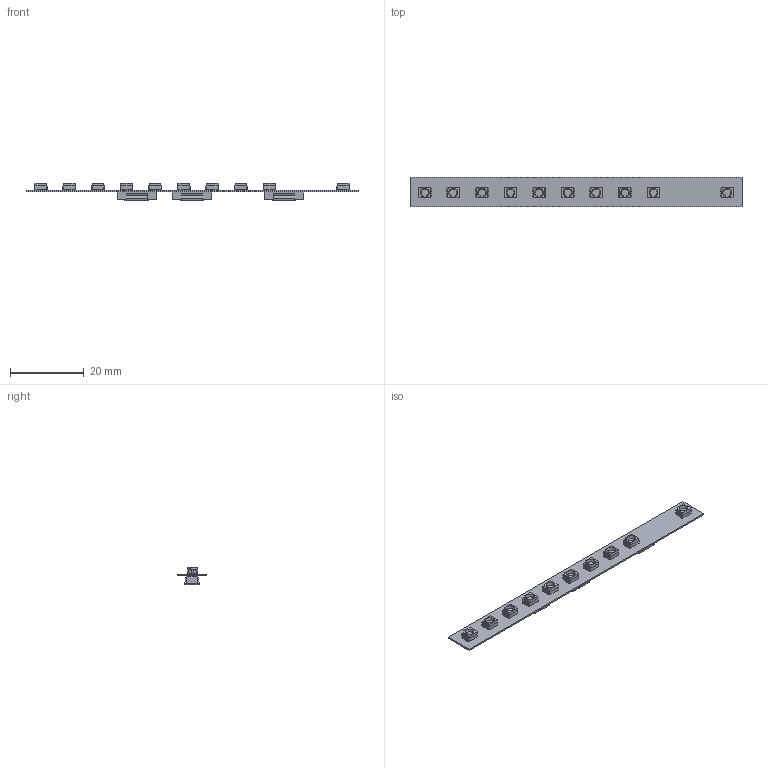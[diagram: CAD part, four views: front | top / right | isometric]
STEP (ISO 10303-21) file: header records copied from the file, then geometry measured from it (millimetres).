
FILE_DESCRIPTION(('Open CASCADE Model'),'2;1');
FILE_NAME('Open CASCADE Shape Model','2022-07-22T15:21:31',('Author'),( 'Open CASCADE'),'Open CASCADE STEP processor 6.8','Open CASCADE 6.8' ,'Unknown');
FILE_SCHEMA(('AUTOMOTIVE_DESIGN { 1 0 10303 214 1 1 1 1 }'));
Length unit declared in the file: millimetre
Products named in the file (24): PCB; Board; 3; CLP-108-02-L-D-BE-P-TR; _CLP-108-2-L-D-BE-P-TR_terminal; _C-106-22-108-BE_Pin; _LMP-01-CLP8_mp; 2; 1; LED1; WL-SBTW_1411_RV; base; cover; housing; LED2; LED3; LED4; LED5; LED6; LED7; LED8; LED9; LED10
Assembly tree (37 placements, depth 4):
  PCB
    Board
    3
      CLP-108-02-L-D-BE-P-TR
        _CLP-108-2-L-D-BE-P-TR_terminal
        _C-106-22-108-BE_Pin  x2
        _LMP-01-CLP8_mp
    2
      CLP-108-02-L-D-BE-P-TR
        _CLP-108-2-L-D-BE-P-TR_terminal
        _C-106-22-108-BE_Pin  x2
        _LMP-01-CLP8_mp
    1
      CLP-108-02-L-D-BE-P-TR
        _CLP-108-2-L-D-BE-P-TR_terminal
        _C-106-22-108-BE_Pin  x2
        _LMP-01-CLP8_mp
    LED1
      WL-SBTW_1411_RV
        base  x2
        base  x2
        cover
        housing
    LED2
      WL-SBTW_1411_RV
        base  x2
        base  x2
        cover
        housing
    LED3
      WL-SBTW_1411_RV
        base  x2
        base  x2
        cover
        housing
    LED4
      WL-SBTW_1411_RV
        base  x2
        base  x2
        cover
        housing
    LED5
      WL-SBTW_1411_RV
        base  x2
        base  x2
        cover
        housing
    LED6
      WL-SBTW_1411_RV
        base  x2
        base  x2
        cover
        housing
    LED7
      WL-SBTW_1411_RV
        base  x2
        base  x2
        cover
        housing
    LED8
Bounding box: 90 x 8 x 4.82 mm (x, y, z)
Volume: 608.9 mm3; surface area: 3238.6 mm2
Topology: 73 solids, 73 shells, 1664 faces, 4524 edges, 3016 vertices
Faces by surface type: plane 1304, cylinder 350, cone 10
Full cylindrical faces by diameter (mm): 0.8 x10
Entity records: 22248 total; most frequent: CARTESIAN_POINT 6555, DIRECTION 2511, LINE 1716, VECTOR 1716, ORIENTED_EDGE 1356, PCURVE 1356, DEFINITIONAL_REPRESENTATION 1356, EDGE_CURVE 678
